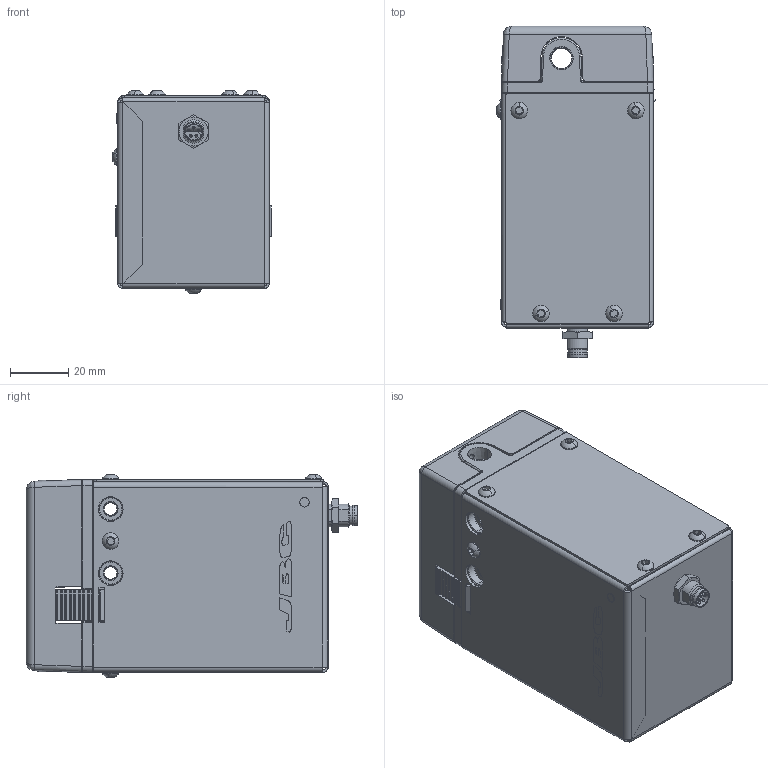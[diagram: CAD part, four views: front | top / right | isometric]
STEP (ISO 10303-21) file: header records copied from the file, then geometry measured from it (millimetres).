
FILE_DESCRIPTION (( 'STEP AP214' ), '1' );
FILE_NAME ('SFR-A.STEP', '2018-04-24T05:56:21', ( 'Fontanilla' ), ( 'Microsoft' ), 'SwSTEP 2.0', 'SolidWorks 2017', '' );
FILE_SCHEMA (( 'AUTOMOTIVE_DESIGN' ));
Length unit declared in the file: millimetre
Products named in the file (1): SFR-A
Bounding box: 54.34 x 113.8 x 69.4 mm (x, y, z)
Surface area: 57613.8 mm2 (no closed solid volume)
Topology: 0 solids, 21 shells, 515 faces, 1981 edges, 1472 vertices
Faces by surface type: cylinder 213, plane 205, bspline 49, cone 28, sphere 12, torus 8
Entity records: 28339 total; most frequent: CARTESIAN_POINT 7177, ORIENTED_EDGE 3447, DIRECTION 2824, EDGE_CURVE 1967, VERTEX_POINT 1472, LINE 1152, VECTOR 1152, AXIS2_PLACEMENT_3D 836
